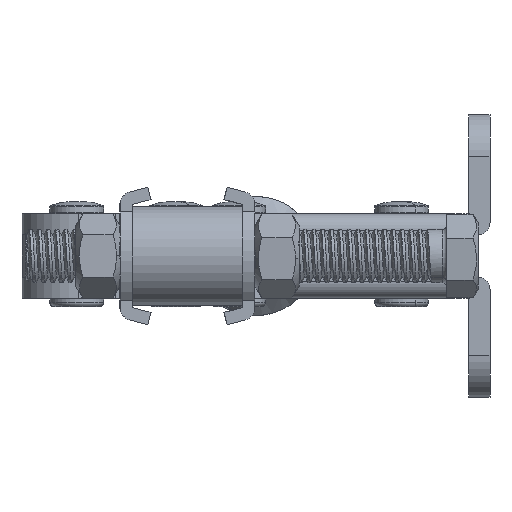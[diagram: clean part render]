
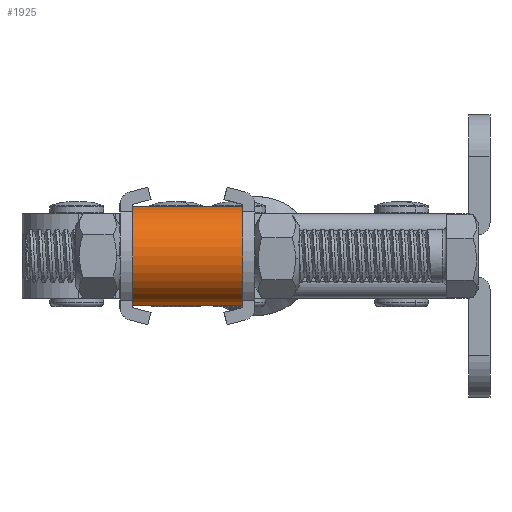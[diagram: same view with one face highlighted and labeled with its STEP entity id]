
A CAD part, left-side view. The second image highlights one B-rep face of the part: STEP entity #1925.
In plain terms, the highlighted cylindrical face has radius 11.7 mm (diameter 23.4 mm), a partial arc.
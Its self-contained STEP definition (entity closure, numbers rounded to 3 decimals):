
#1187 = VERTEX_POINT ( 'NONE', #16916 ) ;
#1193 = VERTEX_POINT ( 'NONE', #17014 ) ;
#1195 = EDGE_CURVE ( 'NONE', #1187, #1193, #17013, .T. ) ;
#1436 = VERTEX_POINT ( 'NONE', #18704 ) ;
#1438 = EDGE_CURVE ( 'NONE', #1436, #1439, #18699, .T. ) ;
#1439 = VERTEX_POINT ( 'NONE', #18659 ) ;
#1862 = EDGE_CURVE ( 'NONE', #1439, #1193, #20941, .T. ) ;
#1902 = EDGE_CURVE ( 'NONE', #1436, #1187, #20975, .T. ) ;
#1925 = ADVANCED_FACE ( 'NONE', ( #13220 ), #13225, .T. ) ;
#1926 = EDGE_LOOP ( 'NONE', ( #1927, #1928, #1929, #1930 ) ) ;
#1927 = ORIENTED_EDGE ( 'NONE', *, *, #1902, .T. ) ;
#1928 = ORIENTED_EDGE ( 'NONE', *, *, #1195, .T. ) ;
#1929 = ORIENTED_EDGE ( 'NONE', *, *, #1862, .F. ) ;
#1930 = ORIENTED_EDGE ( 'NONE', *, *, #1438, .F. ) ;
#13203 = DIRECTION ( 'NONE',  ( 0., 0., -1. ) ) ;
#13204 = DIRECTION ( 'NONE',  ( 0., -1., 0. ) ) ;
#13206 = CARTESIAN_POINT ( 'NONE',  ( 11.7, 36.51, 122.263 ) ) ;
#13207 = AXIS2_PLACEMENT_3D ( 'NONE', #13206, #13204, #13203 ) ;
#13220 = FACE_OUTER_BOUND ( 'NONE', #1926, .T. ) ;
#13225 = CYLINDRICAL_SURFACE ( 'NONE', #13207, 11.7 ) ;
#16916 = CARTESIAN_POINT ( 'NONE',  ( 0., 10.5, 122.263 ) ) ;
#17010 = DIRECTION ( 'NONE',  ( 0., -1., 0. ) ) ;
#17011 = VECTOR ( 'NONE', #17010, 1000. ) ;
#17012 = CARTESIAN_POINT ( 'NONE',  ( 0., 36.51, 122.263 ) ) ;
#17013 = LINE ( 'NONE', #17012, #17011 ) ;
#17014 = CARTESIAN_POINT ( 'NONE',  ( 0., -15.5, 122.263 ) ) ;
#18659 = CARTESIAN_POINT ( 'NONE',  ( 23.4, -15.5, 122.263 ) ) ;
#18661 = DIRECTION ( 'NONE',  ( 0., -1., 0. ) ) ;
#18696 = VECTOR ( 'NONE', #18661, 1000. ) ;
#18698 = CARTESIAN_POINT ( 'NONE',  ( 23.4, 36.51, 122.263 ) ) ;
#18699 = LINE ( 'NONE', #18698, #18696 ) ;
#18704 = CARTESIAN_POINT ( 'NONE',  ( 23.4, 10.5, 122.263 ) ) ;
#20934 = DIRECTION ( 'NONE',  ( 0., 0., -1. ) ) ;
#20936 = DIRECTION ( 'NONE',  ( 0., -1., 0. ) ) ;
#20938 = CARTESIAN_POINT ( 'NONE',  ( 11.7, -15.5, 122.263 ) ) ;
#20939 = AXIS2_PLACEMENT_3D ( 'NONE', #20938, #20936, #20934 ) ;
#20941 = CIRCLE ( 'NONE', #20939, 11.7 ) ;
#20969 = DIRECTION ( 'NONE',  ( 0., 0., -1. ) ) ;
#20970 = DIRECTION ( 'NONE',  ( 0., -1., 0. ) ) ;
#20972 = CARTESIAN_POINT ( 'NONE',  ( 11.7, 10.5, 122.263 ) ) ;
#20974 = AXIS2_PLACEMENT_3D ( 'NONE', #20972, #20970, #20969 ) ;
#20975 = CIRCLE ( 'NONE', #20974, 11.7 ) ;
